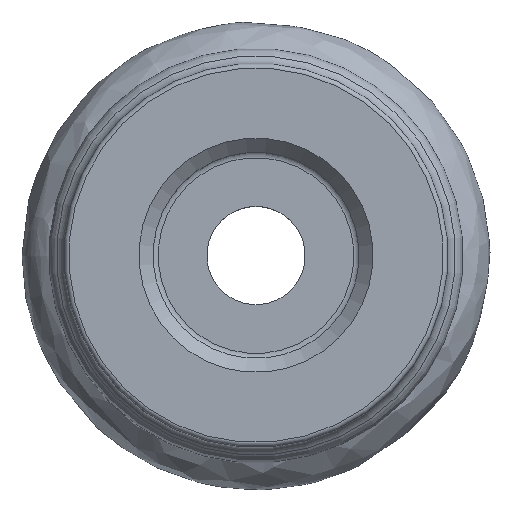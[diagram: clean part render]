
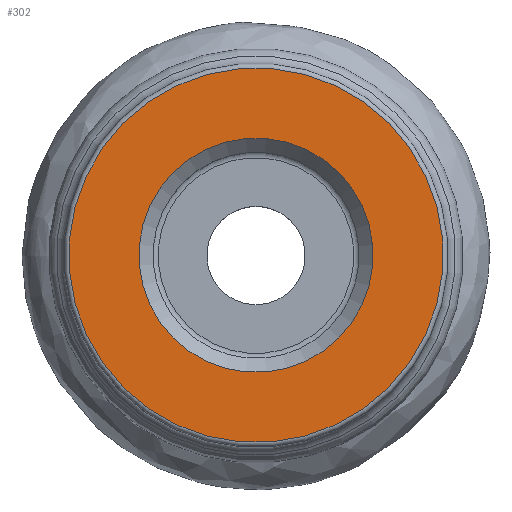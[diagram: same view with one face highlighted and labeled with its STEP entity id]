
A CAD part, top view. The second image highlights one B-rep face of the part: STEP entity #302.
In plain terms, the highlighted planar face has unit normal (0, 0, 1).
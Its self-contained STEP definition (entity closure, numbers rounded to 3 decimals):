
#92=PLANE('',#550);
#144=EDGE_LOOP('',(#196));
#145=EDGE_LOOP('',(#197));
#196=ORIENTED_EDGE('',*,*,#237,.T.);
#197=ORIENTED_EDGE('',*,*,#238,.T.);
#237=EDGE_CURVE('',#386,#386,#263,.T.);
#238=EDGE_CURVE('',#387,#387,#264,.T.);
#263=CIRCLE('',#548,20.);
#264=CIRCLE('',#549,12.505);
#302=ADVANCED_FACE('CU_BACK_F001',(#343,#344),#92,.F.);
#343=FACE_BOUND('',#144,.T.);
#344=FACE_BOUND('',#145,.T.);
#386=VERTEX_POINT('',#2381);
#387=VERTEX_POINT('',#2383);
#548=AXIS2_PLACEMENT_3D('',#2380,#653,#654);
#549=AXIS2_PLACEMENT_3D('',#2382,#655,#656);
#550=AXIS2_PLACEMENT_3D('',#2384,#657,#658);
#653=DIRECTION('',(0.,0.,1.));
#654=DIRECTION('',(-0.996,-0.087,0.));
#655=DIRECTION('',(0.,0.,-1.));
#656=DIRECTION('',(0.996,0.087,0.));
#657=DIRECTION('',(0.,0.,-1.));
#658=DIRECTION('',(0.996,0.087,0.));
#2380=CARTESIAN_POINT('',(0.,0.,0.));
#2381=CARTESIAN_POINT('',(-19.924,-1.743,0.));
#2382=CARTESIAN_POINT('',(0.,0.,0.));
#2383=CARTESIAN_POINT('',(12.458,1.09,0.));
#2384=CARTESIAN_POINT('',(-20.5,0.,0.));
